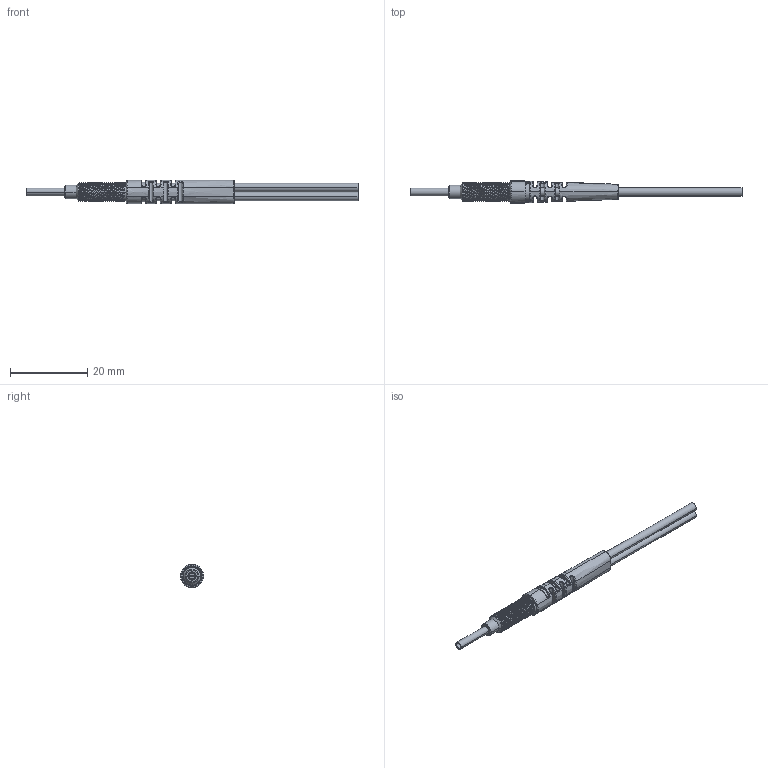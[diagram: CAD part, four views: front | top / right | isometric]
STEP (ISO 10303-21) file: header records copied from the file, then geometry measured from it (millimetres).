
FILE_DESCRIPTION((''),'2;1');
FILE_NAME('PRC5Y10-I_ASM','2020-06-08T09:08:55',('Administrator'),(''),'CREO PARAMETRIC BY PTC INC, 2018400','CREO PARAMETRIC BY PTC INC, 2018400','');
FILE_SCHEMA(('AUTOMOTIVE_DESIGN { 1 0 10303 214 1 1 1 1 }'));
Length unit declared in the file: millimetre
Products named in the file (6): BOJKE-M5____; 22-XIAN____; PRM6_____; 22XIAN_____ASM; 20-15_; PRC5Y10-I_ASM
Assembly tree (5 placements, depth 3):
  PRC5Y10-I_ASM
    BOJKE-M5____
    22XIAN_____ASM
      22-XIAN____
      PRM6_____
    20-15_
Bounding box: 86 x 5.98 x 6 mm (x, y, z)
Volume: 1067.7 mm3; surface area: 2501.8 mm2
Topology: 5 solids, 5 shells, 329 faces, 834 edges, 518 vertices
Faces by surface type: bspline 151, cylinder 86, extrusion 46, plane 40, cone 6
Entity records: 28412 total; most frequent: CARTESIAN_POINT 19829, ORIENTED_EDGE 1668, EDGE_CURVE 834, DIRECTION 824, PRESENTATION_STYLE_ASSIGNMENT 591, STYLED_ITEM 591, CURVE_STYLE 588, B_SPLINE_CURVE_WITH_KNOTS 547
